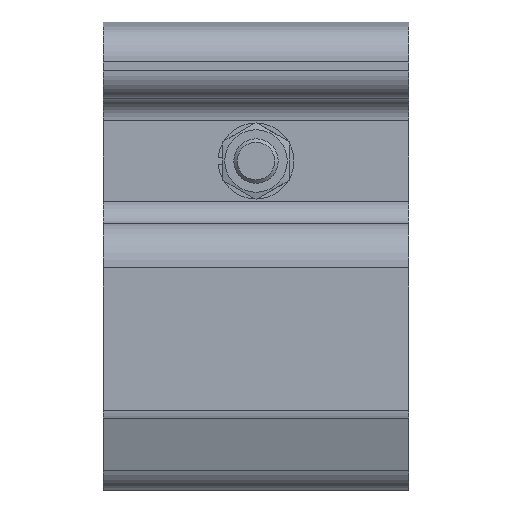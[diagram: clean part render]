
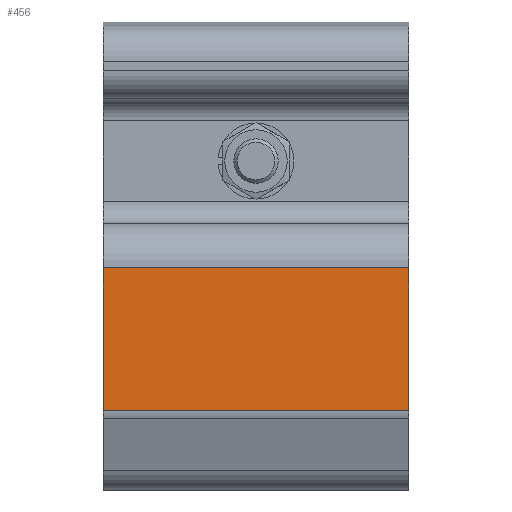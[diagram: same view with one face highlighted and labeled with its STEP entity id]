
A CAD part, left-side view. The second image highlights one B-rep face of the part: STEP entity #456.
In plain terms, the highlighted face is planar.
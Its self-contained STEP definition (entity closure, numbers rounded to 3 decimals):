
#456=ADVANCED_FACE('',(#848),#849,.T.);
#848=FACE_OUTER_BOUND('',#1202,.T.);
#849=PLANE('',#1203);
#1202=EDGE_LOOP('',(#2136,#2137,#2138,#2139));
#1203=AXIS2_PLACEMENT_3D('',#2140,#2141,#2142);
#2136=ORIENTED_EDGE('',*,*,#2401,.T.);
#2137=ORIENTED_EDGE('',*,*,#2262,.F.);
#2138=ORIENTED_EDGE('',*,*,#2520,.F.);
#2139=ORIENTED_EDGE('',*,*,#2473,.T.);
#2140=CARTESIAN_POINT('',(-875.846,2131.177,6753.879));
#2141=DIRECTION('',(1.,0.,0.));
#2142=DIRECTION('',(0.,0.,1.));
#2262=EDGE_CURVE('',#2703,#2705,#2706,.T.);
#2401=EDGE_CURVE('',#2914,#2705,#2915,.T.);
#2473=EDGE_CURVE('',#3015,#2914,#3016,.T.);
#2520=EDGE_CURVE('',#3015,#2703,#3067,.T.);
#2703=VERTEX_POINT('',#3377);
#2705=VERTEX_POINT('',#3379);
#2706=LINE('',#3380,#3381);
#2914=VERTEX_POINT('',#3693);
#2915=LINE('',#3694,#3695);
#3015=VERTEX_POINT('',#3884);
#3016=LINE('',#3885,#3886);
#3067=LINE('',#3955,#3956);
#3377=CARTESIAN_POINT('',(-875.846,2182.571,6643.879));
#3379=CARTESIAN_POINT('',(-875.846,2131.177,6643.879));
#3380=CARTESIAN_POINT('',(-875.846,2131.177,6643.879));
#3381=VECTOR('',#4085,1.);
#3693=CARTESIAN_POINT('',(-875.846,2131.177,6753.879));
#3694=CARTESIAN_POINT('',(-875.846,2131.177,6753.879));
#3695=VECTOR('',#4257,1.);
#3884=CARTESIAN_POINT('',(-875.846,2182.571,6753.879));
#3885=CARTESIAN_POINT('',(-875.846,2131.177,6753.879));
#3886=VECTOR('',#4329,1.);
#3955=CARTESIAN_POINT('',(-875.846,2182.571,6753.879));
#3956=VECTOR('',#4366,1.);
#4085=DIRECTION('',(0.,-1.,0.));
#4257=DIRECTION('',(0.,0.,-1.));
#4329=DIRECTION('',(0.,-1.,0.));
#4366=DIRECTION('',(0.,0.,-1.));
